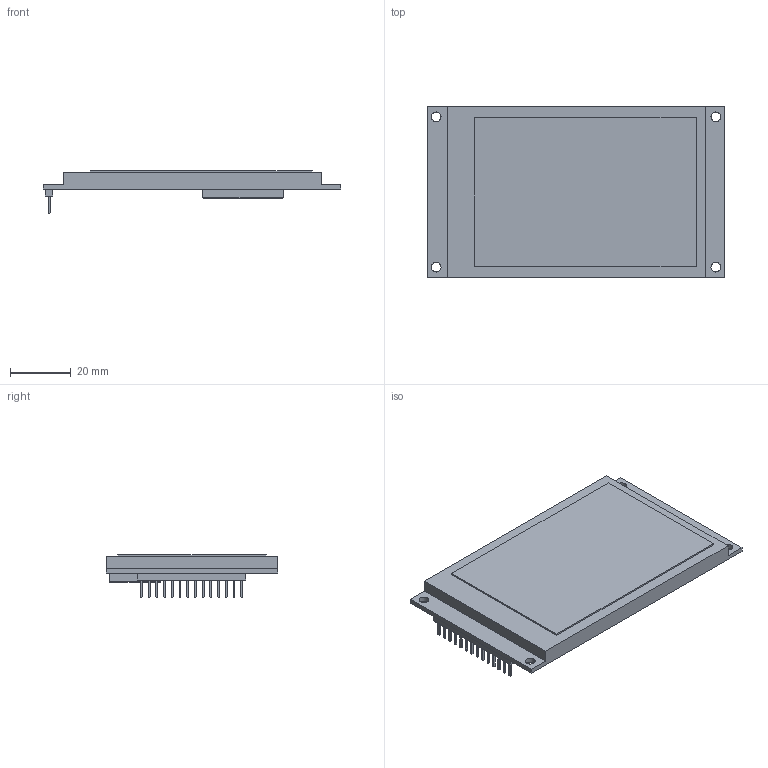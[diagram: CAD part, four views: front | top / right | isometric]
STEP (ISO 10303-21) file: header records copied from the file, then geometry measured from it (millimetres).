
FILE_DESCRIPTION(/* description */ (''),/* implementation_level */ '2;1');
FILE_NAME(/* name */ 'Display_3.5Inc_SPI_TFT_MODULE_ILI9488.step',/* time_stamp */ '2020-11-01T16:16:03+01:00',/* author */ (''),/* organization */ (''),/* preprocessor_version */ 'ST-DEVELOPER v18.1',/* originating_system */ 'Autodesk Translation Framework v9.3.0.1241',/* authorisation */ '');
FILE_SCHEMA (('AUTOMOTIVE_DESIGN { 1 0 10303 214 3 1 1 }'));
Length unit declared in the file: millimetre
Products named in the file (1): Display
Bounding box: 98.1 x 56.5 x 14.1 mm (x, y, z)
Volume: 31413.4 mm3; surface area: 13447.6 mm2
Topology: 1 solids, 1 shells, 163 faces, 368 edges, 224 vertices
Faces by surface type: plane 159, cylinder 4
Full cylindrical faces by diameter (mm): 3.2 x4
Entity records: 4485 total; most frequent: CARTESIAN_POINT 756, ORIENTED_EDGE 736, DIRECTION 704, EDGE_CURVE 368, LINE 360, VECTOR 360, VERTEX_POINT 224, EDGE_LOOP 188
